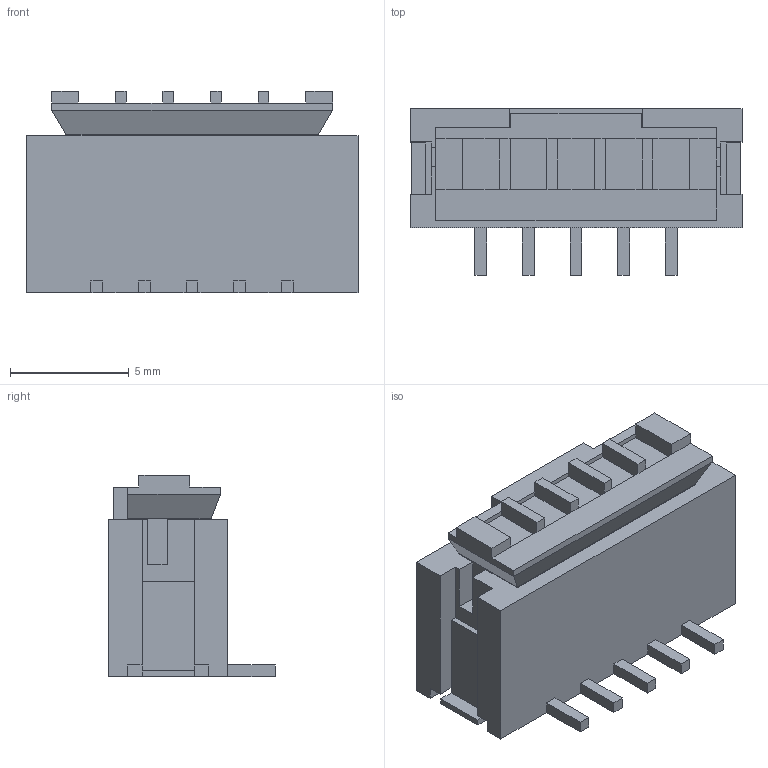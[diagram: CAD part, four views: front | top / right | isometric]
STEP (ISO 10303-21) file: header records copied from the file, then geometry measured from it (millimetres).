
FILE_DESCRIPTION(('FreeCAD Model'),'2;1');
FILE_NAME('B5B-PH-SM4-TB.STEP','2016-04-05T19:28:02',('Author'),(''), 'Open CASCADE STEP processor 6.8','FreeCAD','Unknown');
FILE_SCHEMA(('AUTOMOTIVE_DESIGN_CC2 { 1 2 10303 214 -1 1 5 4 }'));
Length unit declared in the file: millimetre
Products named in the file (1): B5B-PH-SM4-TB
Bounding box: 13.95 x 7 x 8.47 mm (x, y, z)
Volume: 486.4 mm3; surface area: 610.1 mm2
Topology: 1 solids, 6 shells, 188 faces, 498 edges, 322 vertices
Faces by surface type: plane 188
Entity records: 13475 total; most frequent: CARTESIAN_POINT 2005, DIRECTION 1872, LINE 1494, VECTOR 1494, ORIENTED_EDGE 996, PCURVE 996, DEFINITIONAL_REPRESENTATION 996, EDGE_CURVE 498
